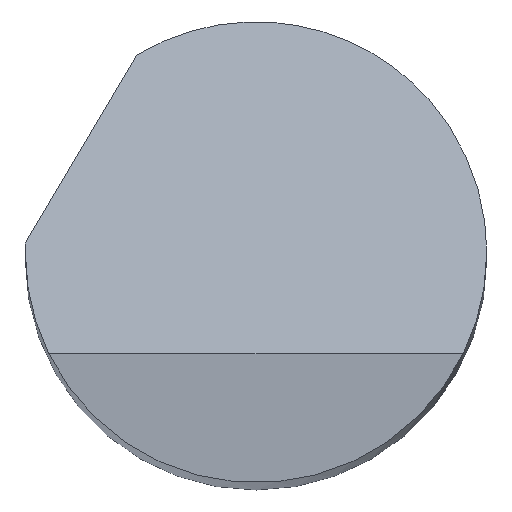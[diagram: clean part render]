
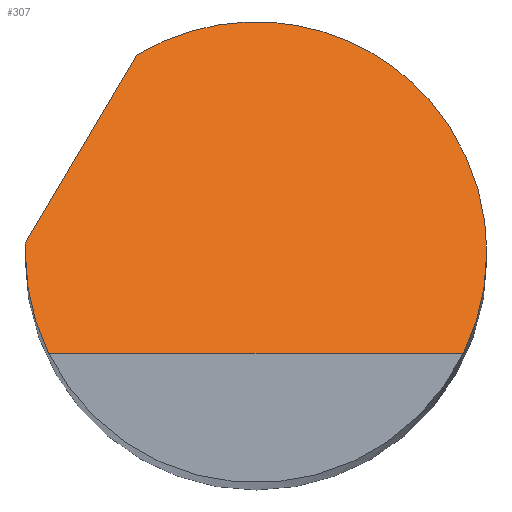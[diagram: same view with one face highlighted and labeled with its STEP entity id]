
A CAD part, top view. The second image highlights one B-rep face of the part: STEP entity #307.
In plain terms, the highlighted planar face has unit normal (0, 0.707, 0.707).
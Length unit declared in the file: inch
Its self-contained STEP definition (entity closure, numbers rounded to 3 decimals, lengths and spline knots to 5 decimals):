
#11 = CARTESIAN_POINT ( 'NONE',  ( -0.125, -0.01915, 2.46415 ) ) ;
#12 = FACE_OUTER_BOUND ( 'NONE', #284, .T. ) ;
#14 = DIRECTION ( 'NONE',  ( 0., -0.707, -0.707 ) ) ;
#21 = AXIS2_PLACEMENT_3D ( 'NONE', #182, #14, #474 ) ;
#29 = CARTESIAN_POINT ( 'NONE',  ( 0.125, 0.10961, 2.33539 ) ) ;
#42 = DIRECTION ( 'NONE',  ( 1., 0., 0. ) ) ;
#43 = CARTESIAN_POINT ( 'NONE',  ( -0.125, 0., 2.445 ) ) ;
#47 = ORIENTED_EDGE ( 'NONE', *, *, #344, .F. ) ;
#59 = LINE ( 'NONE', #411, #289 ) ;
#66 =( BOUNDED_CURVE ( )  B_SPLINE_CURVE ( 3, ( #422, #196, #70, #83 ),
 .UNSPECIFIED., .F., .F. ) 
 B_SPLINE_CURVE_WITH_KNOTS ( ( 4, 4 ),
 ( 1.5708, 2.0264 ),
 .UNSPECIFIED. ) 
 CURVE ( )  GEOMETRIC_REPRESENTATION_ITEM ( )  RATIONAL_B_SPLINE_CURVE ( ( 1., 0.983, 0.983, 1. ) ) 
 REPRESENTATION_ITEM ( '' )  );
#70 = CARTESIAN_POINT ( 'NONE',  ( 0.12068, -0.0378, 2.4828 ) ) ;
#81 = ORIENTED_EDGE ( 'NONE', *, *, #362, .T. ) ;
#83 = CARTESIAN_POINT ( 'NONE',  ( 0.11225, -0.055, 2.5 ) ) ;
#94 = VERTEX_POINT ( 'NONE', #129 ) ;
#96 = EDGE_CURVE ( 'NONE', #232, #276, #118, .T. ) ;
#103 = CARTESIAN_POINT ( 'NONE',  ( -0.06437, 0.10715, 2.33785 ) ) ;
#109 = EDGE_CURVE ( 'NONE', #194, #446, #356, .T. ) ;
#118 =( BOUNDED_CURVE ( )  B_SPLINE_CURVE ( 3, ( #293, #364, #288, #451 ),
 .UNSPECIFIED., .F., .T. ) 
 B_SPLINE_CURVE_WITH_KNOTS ( ( 4, 4 ),
 ( 4.71239, 4.7524 ),
 .UNSPECIFIED. ) 
 CURVE ( )  GEOMETRIC_REPRESENTATION_ITEM ( )  RATIONAL_B_SPLINE_CURVE ( ( 1., 1., 1., 1. ) ) 
 REPRESENTATION_ITEM ( '' )  );
#128 = ORIENTED_EDGE ( 'NONE', *, *, #96, .F. ) ;
#129 = CARTESIAN_POINT ( 'NONE',  ( 0.11225, -0.055, 2.5 ) ) ;
#141 = CARTESIAN_POINT ( 'NONE',  ( 0.0296, 0.1636, 2.2814 ) ) ;
#157 = CARTESIAN_POINT ( 'NONE',  ( -0.12068, -0.0378, 2.4828 ) ) ;
#159 = CARTESIAN_POINT ( 'NONE',  ( -0.11225, -0.055, 2.5 ) ) ;
#175 = CARTESIAN_POINT ( 'NONE',  ( -0.06437, 0.10715, 2.33785 ) ) ;
#182 = CARTESIAN_POINT ( 'NONE',  ( -0.125, -0.055, 2.5 ) ) ;
#188 =( BOUNDED_CURVE ( )  B_SPLINE_CURVE ( 3, ( #303, #157, #11, #309 ),
 .UNSPECIFIED., .F., .F. ) 
 B_SPLINE_CURVE_WITH_KNOTS ( ( 4, 4 ),
 ( 4.25679, 4.71239 ),
 .UNSPECIFIED. ) 
 CURVE ( )  GEOMETRIC_REPRESENTATION_ITEM ( )  RATIONAL_B_SPLINE_CURVE ( ( 1., 0.983, 0.983, 1. ) ) 
 REPRESENTATION_ITEM ( '' )  );
#194 = VERTEX_POINT ( 'NONE', #175 ) ;
#196 = CARTESIAN_POINT ( 'NONE',  ( 0.125, -0.01915, 2.46415 ) ) ;
#199 = EDGE_CURVE ( 'NONE', #276, #194, #59, .T. ) ;
#232 = VERTEX_POINT ( 'NONE', #43 ) ;
#234 = ORIENTED_EDGE ( 'NONE', *, *, #109, .F. ) ;
#236 = EDGE_CURVE ( 'NONE', #446, #94, #66, .T. ) ;
#243 = CARTESIAN_POINT ( 'NONE',  ( 0.125, 0., 2.445 ) ) ;
#264 = ORIENTED_EDGE ( 'NONE', *, *, #236, .F. ) ;
#270 = LINE ( 'NONE', #385, #361 ) ;
#276 = VERTEX_POINT ( 'NONE', #500 ) ;
#279 = ORIENTED_EDGE ( 'NONE', *, *, #199, .F. ) ;
#284 = EDGE_LOOP ( 'NONE', ( #279, #128, #47, #81, #264, #234 ) ) ;
#288 = CARTESIAN_POINT ( 'NONE',  ( -0.12497, 0.00333, 2.44167 ) ) ;
#289 = VECTOR ( 'NONE', #291, 39.37008 ) ;
#291 = DIRECTION ( 'NONE',  ( 0.386, 0.652, -0.652 ) ) ;
#293 = CARTESIAN_POINT ( 'NONE',  ( -0.125, 0., 2.445 ) ) ;
#303 = CARTESIAN_POINT ( 'NONE',  ( -0.11225, -0.055, 2.5 ) ) ;
#307 = ADVANCED_FACE ( 'NONE', ( #12 ), #314, .F. ) ;
#309 = CARTESIAN_POINT ( 'NONE',  ( -0.125, 0., 2.445 ) ) ;
#314 = PLANE ( 'NONE',  #21 ) ;
#344 = EDGE_CURVE ( 'NONE', #346, #232, #188, .T. ) ;
#346 = VERTEX_POINT ( 'NONE', #159 ) ;
#356 =( BOUNDED_CURVE ( )  B_SPLINE_CURVE ( 3, ( #103, #141, #29, #490 ),
 .UNSPECIFIED., .F., .T. ) 
 B_SPLINE_CURVE_WITH_KNOTS ( ( 4, 4 ),
 ( 5.74227, 7.85398 ),
 .UNSPECIFIED. ) 
 CURVE ( )  GEOMETRIC_REPRESENTATION_ITEM ( )  RATIONAL_B_SPLINE_CURVE ( ( 1., 0.662, 0.662, 1. ) ) 
 REPRESENTATION_ITEM ( '' )  );
#361 = VECTOR ( 'NONE', #42, 39.37008 ) ;
#362 = EDGE_CURVE ( 'NONE', #346, #94, #270, .T. ) ;
#364 = CARTESIAN_POINT ( 'NONE',  ( -0.125, 0.00167, 2.44333 ) ) ;
#385 = CARTESIAN_POINT ( 'NONE',  ( 0., -0.055, 2.5 ) ) ;
#411 = CARTESIAN_POINT ( 'NONE',  ( -0.15516, -0.04606, 2.49106 ) ) ;
#422 = CARTESIAN_POINT ( 'NONE',  ( 0.125, 0., 2.445 ) ) ;
#446 = VERTEX_POINT ( 'NONE', #243 ) ;
#451 = CARTESIAN_POINT ( 'NONE',  ( -0.1249, 0.005, 2.44 ) ) ;
#474 = DIRECTION ( 'NONE',  ( 0., 0.707, -0.707 ) ) ;
#490 = CARTESIAN_POINT ( 'NONE',  ( 0.125, 0., 2.445 ) ) ;
#500 = CARTESIAN_POINT ( 'NONE',  ( -0.1249, 0.005, 2.44 ) ) ;
